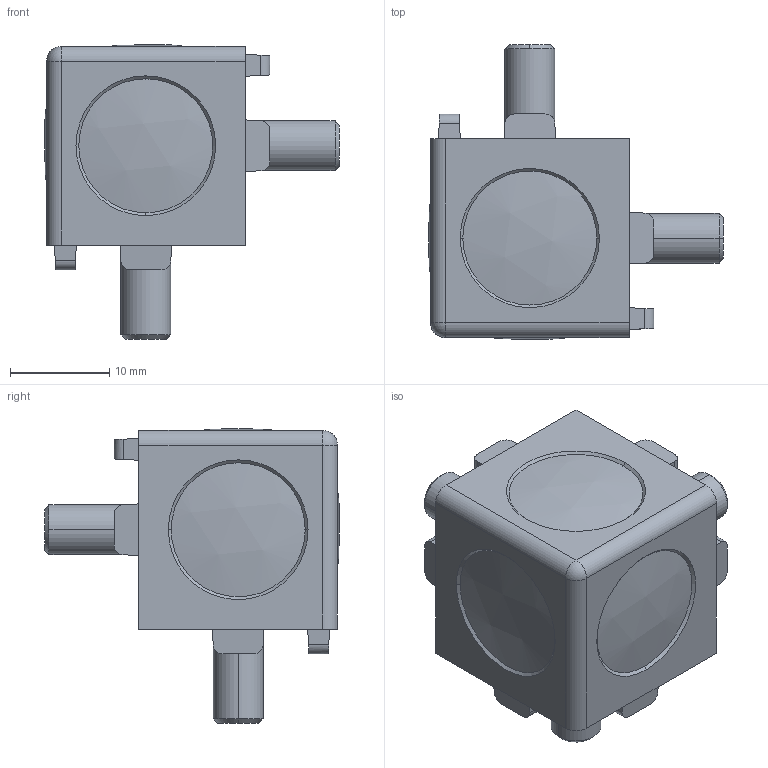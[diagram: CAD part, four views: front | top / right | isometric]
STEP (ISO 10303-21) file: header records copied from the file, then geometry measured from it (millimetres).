
FILE_DESCRIPTION (( 'STEP AP214' ), '1' );
FILE_NAME ('252656002.STEP', '2014-02-20T09:46:30', ( '' ), ( '' ), 'SwSTEP 2.0', 'SolidWorks 2014', '' );
FILE_SCHEMA (( 'AUTOMOTIVE_DESIGN' ));
Length unit declared in the file: millimetre
Products named in the file (1): 252656002
Bounding box: 29.7 x 29.7 x 29.69 mm (x, y, z)
Surface area: 6120.8 mm2 (no closed solid volume)
Topology: 0 solids, 8 shells, 381 faces, 947 edges, 588 vertices
Faces by surface type: plane 149, cylinder 113, torus 43, cone 42, sphere 32, bspline 2
Entity records: 17002 total; most frequent: CARTESIAN_POINT 3862, DIRECTION 1860, ORIENTED_EDGE 1858, EDGE_CURVE 931, AXIS2_PLACEMENT_3D 710, VERTEX_POINT 585, LINE 440, VECTOR 440
